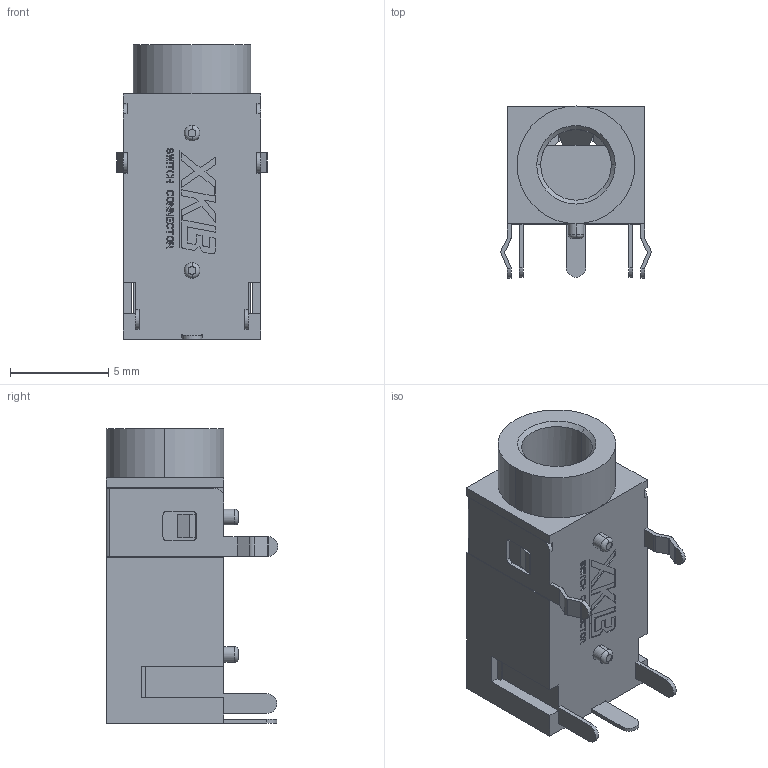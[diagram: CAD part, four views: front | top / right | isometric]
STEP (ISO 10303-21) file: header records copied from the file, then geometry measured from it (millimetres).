
FILE_DESCRIPTION((''),'2;1');
FILE_NAME('PJ-321B','2020-04-10T',('Administrator'),(''),'PRO/ENGINEER BY PARAMETRIC TECHNOLOGY CORPORATION, 2010280','PRO/ENGINEER BY PARAMETRIC TECHNOLOGY CORPORATION, 2010280','');
FILE_SCHEMA(('CONFIG_CONTROL_DESIGN'));
Length unit declared in the file: millimetre
Products named in the file (1): PJ-321B
Bounding box: 7.66 x 8.76 x 15 mm (x, y, z)
Volume: 435.9 mm3; surface area: 906 mm2
Topology: 1 solids, 2 shells, 660 faces, 1890 edges, 1254 vertices
Faces by surface type: plane 590, cylinder 64, cone 2, bspline 2, torus 2
Entity records: 21333 total; most frequent: CARTESIAN_POINT 3902, ORIENTED_EDGE 3780, DIRECTION 3336, EDGE_CURVE 1890, VECTOR 1734, LINE 1734, VERTEX_POINT 1254, AXIS2_PLACEMENT_3D 801
